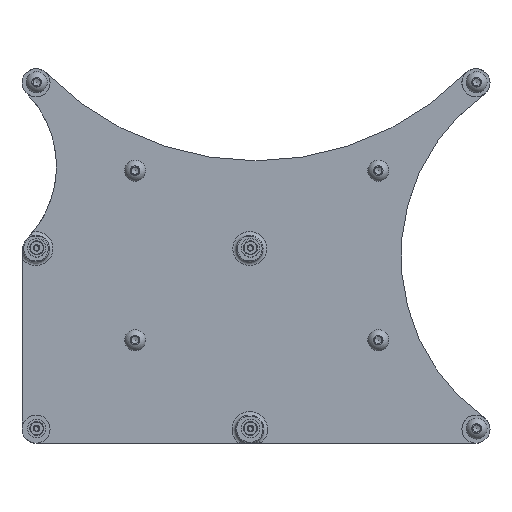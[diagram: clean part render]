
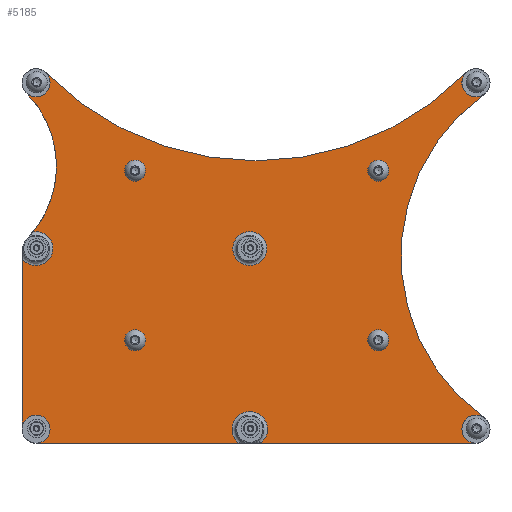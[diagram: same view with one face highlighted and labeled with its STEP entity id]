
A CAD part, top view. The second image highlights one B-rep face of the part: STEP entity #5185.
In plain terms, the highlighted planar face has unit normal (0, 0, 1).
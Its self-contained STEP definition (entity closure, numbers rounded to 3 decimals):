
#327=FACE_BOUND('',#937,.T.);
#328=FACE_BOUND('',#938,.T.);
#329=FACE_BOUND('',#939,.T.);
#330=FACE_BOUND('',#940,.T.);
#331=FACE_BOUND('',#941,.T.);
#363=PLANE('',#5571);
#642=FACE_OUTER_BOUND('',#936,.T.);
#936=EDGE_LOOP('',(#3641,#3642,#3643,#3644,#3645,#3646,#3647,#3648,#3649,
#3650,#3651,#3652,#3653,#3654));
#937=EDGE_LOOP('',(#3655));
#938=EDGE_LOOP('',(#3656));
#939=EDGE_LOOP('',(#3657));
#940=EDGE_LOOP('',(#3658));
#941=EDGE_LOOP('',(#3659));
#1253=LINE('',#7668,#1644);
#1254=LINE('',#7681,#1645);
#1255=LINE('',#7686,#1646);
#1644=VECTOR('',#6158,10.);
#1645=VECTOR('',#6171,10.);
#1646=VECTOR('',#6176,10.);
#2034=CIRCLE('',#5541,28.25);
#2050=CIRCLE('',#5564,4.6);
#2053=CIRCLE('',#5568,4.81);
#2054=CIRCLE('',#5570,4.6);
#2055=CIRCLE('',#5572,3.81);
#2056=CIRCLE('',#5573,54.);
#2057=CIRCLE('',#5574,3.81);
#2058=CIRCLE('',#5575,80.);
#2059=CIRCLE('',#5576,3.81);
#2060=CIRCLE('',#5577,3.81);
#2061=CIRCLE('',#5578,3.81);
#2062=CIRCLE('',#5579,3.81);
#2063=CIRCLE('',#5580,1.75);
#2064=CIRCLE('',#5581,1.75);
#2065=CIRCLE('',#5582,1.75);
#2066=CIRCLE('',#5583,1.75);
#2241=VERTEX_POINT('',#7502);
#2242=VERTEX_POINT('',#7511);
#2256=VERTEX_POINT('',#7568);
#2257=VERTEX_POINT('',#7572);
#2258=VERTEX_POINT('',#7574);
#2259=VERTEX_POINT('',#7660);
#2260=VERTEX_POINT('',#7667);
#2261=VERTEX_POINT('',#7669);
#2262=VERTEX_POINT('',#7671);
#2263=VERTEX_POINT('',#7673);
#2264=VERTEX_POINT('',#7675);
#2265=VERTEX_POINT('',#7677);
#2266=VERTEX_POINT('',#7680);
#2267=VERTEX_POINT('',#7682);
#2268=VERTEX_POINT('',#7684);
#2269=VERTEX_POINT('',#7687);
#2270=VERTEX_POINT('',#7689);
#2271=VERTEX_POINT('',#7691);
#2272=VERTEX_POINT('',#7693);
#2772=EDGE_CURVE('',#2241,#2242,#2034,.T.);
#2795=EDGE_CURVE('',#2256,#2256,#2050,.T.);
#2798=EDGE_CURVE('',#2258,#2257,#2053,.T.);
#2802=EDGE_CURVE('',#2259,#2241,#2054,.T.);
#2803=EDGE_CURVE('',#2258,#2260,#1253,.T.);
#2804=EDGE_CURVE('',#2261,#2260,#2055,.T.);
#2805=EDGE_CURVE('',#2261,#2262,#2056,.T.);
#2806=EDGE_CURVE('',#2263,#2262,#2057,.T.);
#2807=EDGE_CURVE('',#2264,#2263,#2058,.T.);
#2808=EDGE_CURVE('',#2265,#2264,#2059,.T.);
#2809=EDGE_CURVE('',#2242,#2265,#2060,.T.);
#2810=EDGE_CURVE('',#2259,#2266,#1254,.T.);
#2811=EDGE_CURVE('',#2267,#2266,#2061,.T.);
#2812=EDGE_CURVE('',#2268,#2267,#2062,.T.);
#2813=EDGE_CURVE('',#2268,#2257,#1255,.T.);
#2814=EDGE_CURVE('',#2269,#2269,#2063,.T.);
#2815=EDGE_CURVE('',#2270,#2270,#2064,.T.);
#2816=EDGE_CURVE('',#2271,#2271,#2065,.T.);
#2817=EDGE_CURVE('',#2272,#2272,#2066,.T.);
#3641=ORIENTED_EDGE('',*,*,#2798,.F.);
#3642=ORIENTED_EDGE('',*,*,#2803,.T.);
#3643=ORIENTED_EDGE('',*,*,#2804,.F.);
#3644=ORIENTED_EDGE('',*,*,#2805,.T.);
#3645=ORIENTED_EDGE('',*,*,#2806,.F.);
#3646=ORIENTED_EDGE('',*,*,#2807,.F.);
#3647=ORIENTED_EDGE('',*,*,#2808,.F.);
#3648=ORIENTED_EDGE('',*,*,#2809,.F.);
#3649=ORIENTED_EDGE('',*,*,#2772,.F.);
#3650=ORIENTED_EDGE('',*,*,#2802,.F.);
#3651=ORIENTED_EDGE('',*,*,#2810,.T.);
#3652=ORIENTED_EDGE('',*,*,#2811,.F.);
#3653=ORIENTED_EDGE('',*,*,#2812,.F.);
#3654=ORIENTED_EDGE('',*,*,#2813,.T.);
#3655=ORIENTED_EDGE('',*,*,#2795,.F.);
#3656=ORIENTED_EDGE('',*,*,#2814,.F.);
#3657=ORIENTED_EDGE('',*,*,#2815,.F.);
#3658=ORIENTED_EDGE('',*,*,#2816,.F.);
#3659=ORIENTED_EDGE('',*,*,#2817,.F.);
#5185=ADVANCED_FACE('',(#642,#327,#328,#329,#330,#331),#363,.T.);
#5541=AXIS2_PLACEMENT_3D('',#7512,#6089,#6090);
#5564=AXIS2_PLACEMENT_3D('',#7570,#6140,#6141);
#5568=AXIS2_PLACEMENT_3D('',#7576,#6148,#6149);
#5570=AXIS2_PLACEMENT_3D('',#7665,#6154,#6155);
#5571=AXIS2_PLACEMENT_3D('',#7666,#6156,#6157);
#5572=AXIS2_PLACEMENT_3D('',#7670,#6159,#6160);
#5573=AXIS2_PLACEMENT_3D('',#7672,#6161,#6162);
#5574=AXIS2_PLACEMENT_3D('',#7674,#6163,#6164);
#5575=AXIS2_PLACEMENT_3D('',#7676,#6165,#6166);
#5576=AXIS2_PLACEMENT_3D('',#7678,#6167,#6168);
#5577=AXIS2_PLACEMENT_3D('',#7679,#6169,#6170);
#5578=AXIS2_PLACEMENT_3D('',#7683,#6172,#6173);
#5579=AXIS2_PLACEMENT_3D('',#7685,#6174,#6175);
#5580=AXIS2_PLACEMENT_3D('',#7688,#6177,#6178);
#5581=AXIS2_PLACEMENT_3D('',#7690,#6179,#6180);
#5582=AXIS2_PLACEMENT_3D('',#7692,#6181,#6182);
#5583=AXIS2_PLACEMENT_3D('',#7694,#6183,#6184);
#6089=DIRECTION('center_axis',(0.,0.,1.));
#6090=DIRECTION('ref_axis',(0.712,-0.702,0.));
#6140=DIRECTION('center_axis',(0.,0.,1.));
#6141=DIRECTION('ref_axis',(-1.,0.,0.));
#6148=DIRECTION('center_axis',(0.,0.,1.));
#6149=DIRECTION('ref_axis',(0.,1.,0.));
#6154=DIRECTION('center_axis',(0.,0.,1.));
#6155=DIRECTION('ref_axis',(0.706,-0.709,0.));
#6156=DIRECTION('center_axis',(0.,0.,1.));
#6157=DIRECTION('ref_axis',(1.,0.,0.));
#6158=DIRECTION('',(1.,0.,0.));
#6159=DIRECTION('center_axis',(0.,0.,1.));
#6160=DIRECTION('ref_axis',(1.,0.,0.));
#6161=DIRECTION('center_axis',(0.,0.,-1.));
#6162=DIRECTION('ref_axis',(1.,0.,0.));
#6163=DIRECTION('center_axis',(0.,0.,1.));
#6164=DIRECTION('ref_axis',(1.,0.,0.));
#6165=DIRECTION('center_axis',(0.,0.,1.));
#6166=DIRECTION('ref_axis',(1.,0.,0.));
#6167=DIRECTION('center_axis',(0.,0.,1.));
#6168=DIRECTION('ref_axis',(1.,0.,0.));
#6169=DIRECTION('center_axis',(0.,0.,1.));
#6170=DIRECTION('ref_axis',(1.,0.,0.));
#6171=DIRECTION('',(-0.004,-1.,0.));
#6172=DIRECTION('center_axis',(0.,0.,1.));
#6173=DIRECTION('ref_axis',(1.,0.,0.));
#6174=DIRECTION('center_axis',(0.,0.,1.));
#6175=DIRECTION('ref_axis',(1.,0.,0.));
#6176=DIRECTION('',(1.,0.,0.));
#6177=DIRECTION('center_axis',(0.,0.,1.));
#6178=DIRECTION('ref_axis',(1.,0.,0.));
#6179=DIRECTION('center_axis',(0.,0.,1.));
#6180=DIRECTION('ref_axis',(1.,0.,0.));
#6181=DIRECTION('center_axis',(0.,0.,1.));
#6182=DIRECTION('ref_axis',(1.,0.,0.));
#6183=DIRECTION('center_axis',(0.,0.,1.));
#6184=DIRECTION('ref_axis',(1.,0.,0.));
#7502=CARTESIAN_POINT('',(-60.454,6.546,3.));
#7511=CARTESIAN_POINT('',(-62.073,44.017,3.));
#7512=CARTESIAN_POINT('Origin',(-82.372,24.37,3.));
#7568=CARTESIAN_POINT('',(2.91,2.01,3.));
#7570=CARTESIAN_POINT('Origin',(-1.69,2.01,3.));
#7572=CARTESIAN_POINT('',(-4.626,-50.8,3.));
#7574=CARTESIAN_POINT('',(1.246,-50.8,3.));
#7576=CARTESIAN_POINT('Origin',(-1.69,-46.99,3.));
#7660=CARTESIAN_POINT('',(-63.302,-0.838,3.));
#7665=CARTESIAN_POINT('Origin',(-59.69,2.01,3.));
#7666=CARTESIAN_POINT('Origin',(0.,0.,3.));
#7667=CARTESIAN_POINT('',(59.69,-50.8,3.));
#7668=CARTESIAN_POINT('',(59.69,-50.8,3.));
#7669=CARTESIAN_POINT('',(61.909,-43.893,3.));
#7670=CARTESIAN_POINT('Origin',(59.69,-46.99,3.));
#7671=CARTESIAN_POINT('',(61.909,43.893,3.));
#7672=CARTESIAN_POINT('Origin',(93.364,0.,
3.));
#7673=CARTESIAN_POINT('',(56.976,49.665,3.));
#7674=CARTESIAN_POINT('Origin',(59.69,46.99,3.));
#7675=CARTESIAN_POINT('',(-56.976,49.665,3.));
#7676=CARTESIAN_POINT('Origin',(0.,105.822,3.));
#7677=CARTESIAN_POINT('',(-55.88,46.99,3.));
#7678=CARTESIAN_POINT('Origin',(-59.69,46.99,3.));
#7679=CARTESIAN_POINT('Origin',(-59.69,46.99,3.));
#7680=CARTESIAN_POINT('',(-63.5,-46.957,3.));
#7681=CARTESIAN_POINT('',(-63.5,-46.99,3.));
#7682=CARTESIAN_POINT('',(-55.88,-46.99,3.));
#7683=CARTESIAN_POINT('Origin',(-59.69,-46.99,3.));
#7684=CARTESIAN_POINT('',(-59.69,-50.8,3.));
#7685=CARTESIAN_POINT('Origin',(-59.69,-46.99,3.));
#7686=CARTESIAN_POINT('',(59.69,-50.8,3.));
#7687=CARTESIAN_POINT('',(34.75,-23.,3.));
#7688=CARTESIAN_POINT('Origin',(33.,-23.,3.));
#7689=CARTESIAN_POINT('',(-31.25,-23.,3.));
#7690=CARTESIAN_POINT('Origin',(-33.,-23.,3.));
#7691=CARTESIAN_POINT('',(-31.25,23.,3.));
#7692=CARTESIAN_POINT('Origin',(-33.,23.,3.));
#7693=CARTESIAN_POINT('',(34.75,23.,3.));
#7694=CARTESIAN_POINT('Origin',(33.,23.,3.));
